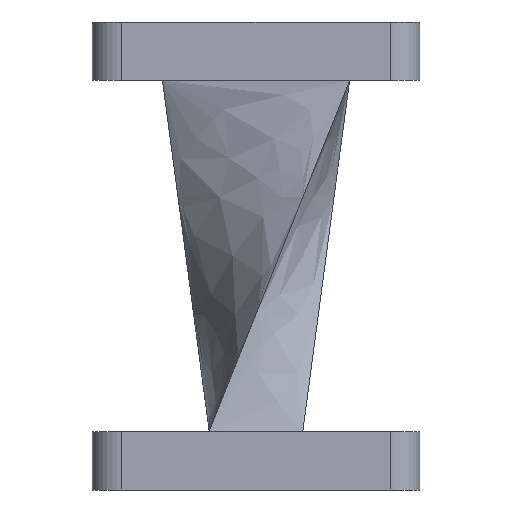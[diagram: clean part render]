
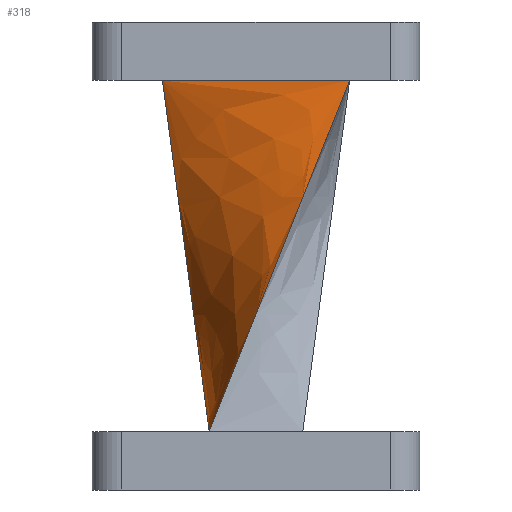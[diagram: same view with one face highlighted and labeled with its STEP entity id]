
A CAD part, front view. The second image highlights one B-rep face of the part: STEP entity #318.
In plain terms, the highlighted free-form (B-spline) face has degree [3, 1] with [6, 4] control points.
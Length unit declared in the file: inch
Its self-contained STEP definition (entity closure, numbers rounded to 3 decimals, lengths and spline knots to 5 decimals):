
#22 = EDGE_CURVE ( 'NONE', #1700, #477, #786, .T. ) ;
#124 = CARTESIAN_POINT ( 'NONE',  ( -0.125, 0.08333, -1.094 ) ) ;
#142 = CARTESIAN_POINT ( 'NONE',  ( -0.16708, -0.12792, -0.14662 ) ) ;
#144 = EDGE_CURVE ( 'NONE', #385, #1491, #1089, .T. ) ;
#312 = B_SPLINE_SURFACE_WITH_KNOTS ( 'NONE', 3, 1, ( 
 ( #1628, #502, #339, #2174 ),
 ( #2152, #493, #1955, #1433 ),
 ( #658, #1040, #1774, #1221 ),
 ( #861, #2330, #124, #1965 ),
 ( #142, #1973, #327, #1796 ),
 ( #1601, #1590, #2353, #317 ) ),
 .UNSPECIFIED., .F., .F., .F.,
 ( 4, 2, 4 ),
 ( 2, 1, 1, 2 ),
 ( 0., 0.5, 1. ),
 ( -0.01, 0., 1., 1.01 ),
 .UNSPECIFIED. ) ;
#317 = CARTESIAN_POINT ( 'NONE',  ( -0.12375, 0.25375, -1.10338 ) ) ;
#318 = ADVANCED_FACE ( 'NONE', ( #1232 ), #312, .T. ) ;
#327 = CARTESIAN_POINT ( 'NONE',  ( -0.125, 0.16667, -1.094 ) ) ;
#339 = CARTESIAN_POINT ( 'NONE',  ( -0.125, -0.25, -1.094 ) ) ;
#385 = VERTEX_POINT ( 'NONE', #904 ) ;
#397 = DIRECTION ( 'NONE',  ( 0.123, 0.368, -0.922 ) ) ;
#477 = VERTEX_POINT ( 'NONE', #751 ) ;
#493 = CARTESIAN_POINT ( 'NONE',  ( 0.16667, -0.125, -0.156 ) ) ;
#502 = CARTESIAN_POINT ( 'NONE',  ( 0.25, -0.125, -0.156 ) ) ;
#509 = ORIENTED_EDGE ( 'NONE', *, *, #1429, .T. ) ;
#582 = CARTESIAN_POINT ( 'NONE',  ( -0.125, 0.25, -1.094 ) ) ;
#585 = CARTESIAN_POINT ( 'NONE',  ( 0.0625, -0.1875, -0.625 ) ) ;
#619 = DIRECTION ( 'NONE',  ( -1., 0., 0. ) ) ;
#658 = CARTESIAN_POINT ( 'NONE',  ( 0.08542, -0.12542, -0.14662 ) ) ;
#751 = CARTESIAN_POINT ( 'NONE',  ( -0.125, -0.25, -1.094 ) ) ;
#786 = LINE ( 'NONE', #585, #2357 ) ;
#861 = CARTESIAN_POINT ( 'NONE',  ( -0.08292, -0.12708, -0.14662 ) ) ;
#904 = CARTESIAN_POINT ( 'NONE',  ( -0.25, -0.125, -0.156 ) ) ;
#949 = LINE ( 'NONE', #1875, #1212 ) ;
#1040 = CARTESIAN_POINT ( 'NONE',  ( 0.08333, -0.125, -0.156 ) ) ;
#1089 = LINE ( 'NONE', #1317, #2200 ) ;
#1101 = VECTOR ( 'NONE', #1311, 39.37008 ) ;
#1146 = DIRECTION ( 'NONE',  ( -0.368, -0.123, -0.922 ) ) ;
#1212 = VECTOR ( 'NONE', #619, 39.37008 ) ;
#1221 = CARTESIAN_POINT ( 'NONE',  ( -0.12708, -0.08292, -1.10338 ) ) ;
#1232 = FACE_OUTER_BOUND ( 'NONE', #2370, .T. ) ;
#1262 = CARTESIAN_POINT ( 'NONE',  ( 0.25, -0.125, -0.156 ) ) ;
#1311 = DIRECTION ( 'NONE',  ( 0., -1., 0. ) ) ;
#1316 = ORIENTED_EDGE ( 'NONE', *, *, #2077, .T. ) ;
#1317 = CARTESIAN_POINT ( 'NONE',  ( -0.1875, 0.0625, -0.625 ) ) ;
#1429 = EDGE_CURVE ( 'NONE', #1491, #477, #2244, .T. ) ;
#1433 = CARTESIAN_POINT ( 'NONE',  ( -0.12792, -0.16708, -1.10338 ) ) ;
#1491 = VERTEX_POINT ( 'NONE', #1768 ) ;
#1590 = CARTESIAN_POINT ( 'NONE',  ( -0.25, -0.125, -0.156 ) ) ;
#1601 = CARTESIAN_POINT ( 'NONE',  ( -0.25125, -0.12875, -0.14662 ) ) ;
#1628 = CARTESIAN_POINT ( 'NONE',  ( 0.25375, -0.12375, -0.14662 ) ) ;
#1700 = VERTEX_POINT ( 'NONE', #1262 ) ;
#1768 = CARTESIAN_POINT ( 'NONE',  ( -0.125, 0.25, -1.094 ) ) ;
#1774 = CARTESIAN_POINT ( 'NONE',  ( -0.125, -0.08333, -1.094 ) ) ;
#1796 = CARTESIAN_POINT ( 'NONE',  ( -0.12458, 0.16958, -1.10338 ) ) ;
#1875 = CARTESIAN_POINT ( 'NONE',  ( 0.25, -0.125, -0.156 ) ) ;
#1876 = ORIENTED_EDGE ( 'NONE', *, *, #22, .F. ) ;
#1955 = CARTESIAN_POINT ( 'NONE',  ( -0.125, -0.16667, -1.094 ) ) ;
#1965 = CARTESIAN_POINT ( 'NONE',  ( -0.12542, 0.08542, -1.10338 ) ) ;
#1973 = CARTESIAN_POINT ( 'NONE',  ( -0.16667, -0.125, -0.156 ) ) ;
#2077 = EDGE_CURVE ( 'NONE', #1700, #385, #949, .T. ) ;
#2152 = CARTESIAN_POINT ( 'NONE',  ( 0.16958, -0.12458, -0.14662 ) ) ;
#2174 = CARTESIAN_POINT ( 'NONE',  ( -0.12875, -0.25125, -1.10338 ) ) ;
#2200 = VECTOR ( 'NONE', #397, 39.37008 ) ;
#2224 = ORIENTED_EDGE ( 'NONE', *, *, #144, .T. ) ;
#2244 = LINE ( 'NONE', #582, #1101 ) ;
#2330 = CARTESIAN_POINT ( 'NONE',  ( -0.08333, -0.125, -0.156 ) ) ;
#2353 = CARTESIAN_POINT ( 'NONE',  ( -0.125, 0.25, -1.094 ) ) ;
#2357 = VECTOR ( 'NONE', #1146, 39.37008 ) ;
#2370 = EDGE_LOOP ( 'NONE', ( #1316, #2224, #509, #1876 ) ) ;
